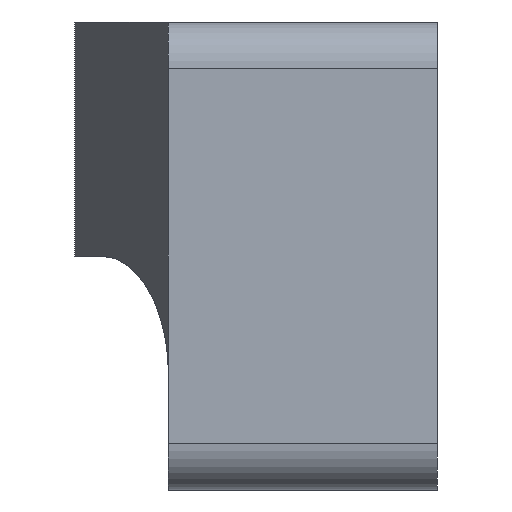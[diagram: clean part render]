
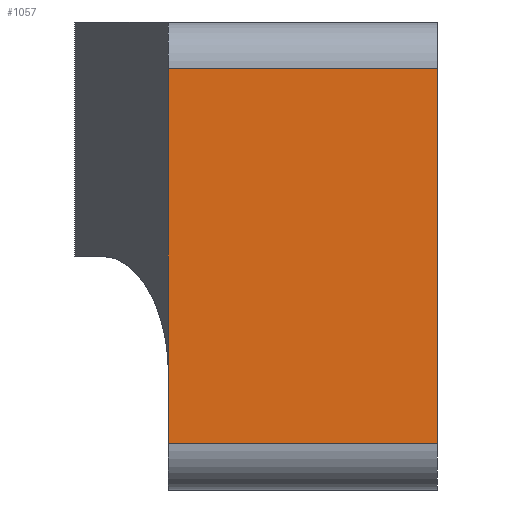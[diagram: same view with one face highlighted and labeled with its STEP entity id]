
A CAD part, left-side view. The second image highlights one B-rep face of the part: STEP entity #1057.
In plain terms, the highlighted planar face has unit normal (-1, 0, 0).
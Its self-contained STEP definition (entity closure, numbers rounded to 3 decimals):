
#5 = EDGE_CURVE ( 'NONE', #891, #651, #348, .T. ) ;
#44 = CARTESIAN_POINT ( 'NONE',  ( -120., 0., -36. ) ) ;
#53 = CARTESIAN_POINT ( 'NONE',  ( -120., 23., -40. ) ) ;
#61 = LINE ( 'NONE', #677, #1049 ) ;
#114 = ORIENTED_EDGE ( 'NONE', *, *, #5, .T. ) ;
#147 = CARTESIAN_POINT ( 'NONE',  ( -120., 23., -4. ) ) ;
#158 = EDGE_CURVE ( 'NONE', #1006, #891, #61, .T. ) ;
#250 = LINE ( 'NONE', #885, #1251 ) ;
#274 = DIRECTION ( 'NONE',  ( 0., 0., 1. ) ) ;
#276 = EDGE_CURVE ( 'NONE', #651, #944, #250, .T. ) ;
#306 = DIRECTION ( 'NONE',  ( 0., -1., 0. ) ) ;
#333 = FACE_OUTER_BOUND ( 'NONE', #1178, .T. ) ;
#345 = PLANE ( 'NONE',  #896 ) ;
#348 = LINE ( 'NONE', #1140, #989 ) ;
#438 = DIRECTION ( 'NONE',  ( 0., 0., 1. ) ) ;
#440 = DIRECTION ( 'NONE',  ( 0., 0., 1. ) ) ;
#441 = ORIENTED_EDGE ( 'NONE', *, *, #276, .T. ) ;
#472 = CARTESIAN_POINT ( 'NONE',  ( -120., 0., -4. ) ) ;
#517 = ORIENTED_EDGE ( 'NONE', *, *, #998, .F. ) ;
#543 = CARTESIAN_POINT ( 'NONE',  ( -120., 23., -36. ) ) ;
#547 = DIRECTION ( 'NONE',  ( -1., 0., 0. ) ) ;
#638 = VECTOR ( 'NONE', #438, 1000. ) ;
#651 = VERTEX_POINT ( 'NONE', #472 ) ;
#669 = ORIENTED_EDGE ( 'NONE', *, *, #158, .T. ) ;
#677 = CARTESIAN_POINT ( 'NONE',  ( -120., 0., -36. ) ) ;
#789 = DIRECTION ( 'NONE',  ( 0., 1., 0. ) ) ;
#885 = CARTESIAN_POINT ( 'NONE',  ( -120., 23., -4. ) ) ;
#891 = VERTEX_POINT ( 'NONE', #44 ) ;
#896 = AXIS2_PLACEMENT_3D ( 'NONE', #53, #547, #440 ) ;
#944 = VERTEX_POINT ( 'NONE', #147 ) ;
#964 = LINE ( 'NONE', #1217, #638 ) ;
#989 = VECTOR ( 'NONE', #274, 1000. ) ;
#998 = EDGE_CURVE ( 'NONE', #1006, #944, #964, .T. ) ;
#1006 = VERTEX_POINT ( 'NONE', #543 ) ;
#1049 = VECTOR ( 'NONE', #306, 1000. ) ;
#1057 = ADVANCED_FACE ( 'NONE', ( #333 ), #345, .T. ) ;
#1140 = CARTESIAN_POINT ( 'NONE',  ( -120., 0., -40. ) ) ;
#1178 = EDGE_LOOP ( 'NONE', ( #517, #669, #114, #441 ) ) ;
#1217 = CARTESIAN_POINT ( 'NONE',  ( -120., 23., -40. ) ) ;
#1251 = VECTOR ( 'NONE', #789, 1000. ) ;
